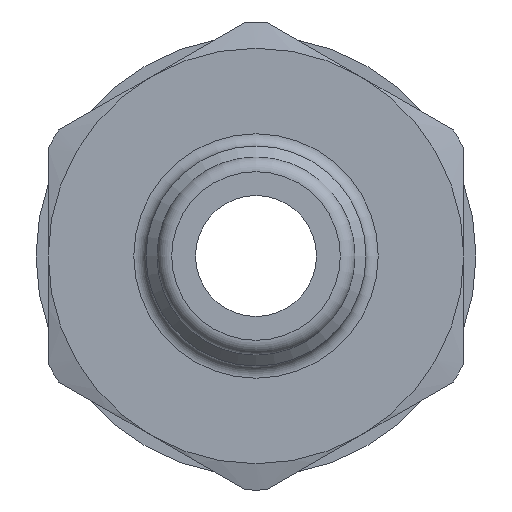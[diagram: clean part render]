
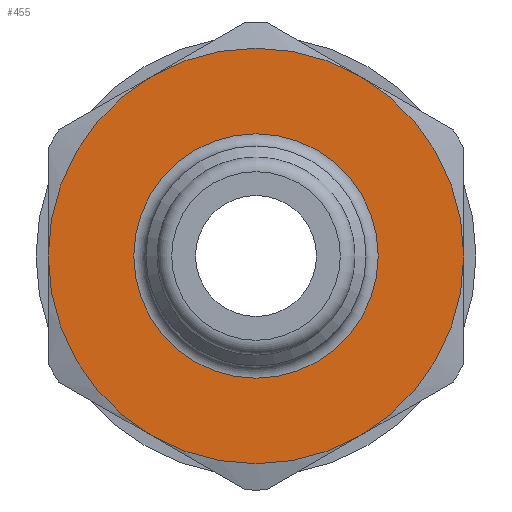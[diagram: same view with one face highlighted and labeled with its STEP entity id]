
A CAD part, left-side view. The second image highlights one B-rep face of the part: STEP entity #455.
In plain terms, the highlighted planar face has unit normal (-1, 0, 0).
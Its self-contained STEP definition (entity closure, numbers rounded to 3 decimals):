
#367=CARTESIAN_POINT('',(14.1,5.0,0.));
#368=VERTEX_POINT('',#367);
#369=CARTESIAN_POINT('',(14.1,0.0,0.0));
#370=DIRECTION('',(-1.0,0.0,0.0));
#371=DIRECTION('',(0.0,-1.0,0.0));
#372=AXIS2_PLACEMENT_3D('',#369,#370,#371);
#373=CIRCLE('',#372,5.0);
#374=EDGE_CURVE('',#368,#368,#373,.T.);
#391=CARTESIAN_POINT('',(14.1,6.5,0.0));
#392=DIRECTION('',(-1.0,0.0,0.0));
#393=DIRECTION('',(0.0,0.0,1.0));
#394=AXIS2_PLACEMENT_3D('',#391,#392,#393);
#395=PLANE('',#394);
#396=CARTESIAN_POINT('',(14.1,8.5,0.0));
#397=VERTEX_POINT('',#396);
#398=CARTESIAN_POINT('',(14.1,4.25,7.361));
#399=VERTEX_POINT('',#398);
#400=CARTESIAN_POINT('',(14.1,0.0,0.0));
#401=DIRECTION('',(1.0,0.0,0.0));
#402=DIRECTION('',(0.0,1.0,0.0));
#403=AXIS2_PLACEMENT_3D('',#400,#401,#402);
#404=CIRCLE('',#403,8.5);
#405=EDGE_CURVE('',#397,#399,#404,.T.);
#406=ORIENTED_EDGE('',*,*,#405,.F.);
#407=CARTESIAN_POINT('',(14.1,4.25,-7.361));
#408=VERTEX_POINT('',#407);
#409=CARTESIAN_POINT('',(14.1,0.0,0.0));
#410=DIRECTION('',(1.0,0.0,0.0));
#411=DIRECTION('',(0.0,1.0,0.0));
#412=AXIS2_PLACEMENT_3D('',#409,#410,#411);
#413=CIRCLE('',#412,8.5);
#414=EDGE_CURVE('',#408,#397,#413,.T.);
#415=ORIENTED_EDGE('',*,*,#414,.F.);
#416=CARTESIAN_POINT('',(14.1,-4.25,-7.361));
#417=VERTEX_POINT('',#416);
#418=CARTESIAN_POINT('',(14.1,0.0,0.0));
#419=DIRECTION('',(1.0,0.0,0.0));
#420=DIRECTION('',(0.0,1.0,0.0));
#421=AXIS2_PLACEMENT_3D('',#418,#419,#420);
#422=CIRCLE('',#421,8.5);
#423=EDGE_CURVE('',#417,#408,#422,.T.);
#424=ORIENTED_EDGE('',*,*,#423,.F.);
#425=CARTESIAN_POINT('',(14.1,-8.5,0.));
#426=VERTEX_POINT('',#425);
#427=CARTESIAN_POINT('',(14.1,0.0,0.0));
#428=DIRECTION('',(1.0,0.0,0.0));
#429=DIRECTION('',(0.0,1.0,0.0));
#430=AXIS2_PLACEMENT_3D('',#427,#428,#429);
#431=CIRCLE('',#430,8.5);
#432=EDGE_CURVE('',#426,#417,#431,.T.);
#433=ORIENTED_EDGE('',*,*,#432,.F.);
#434=CARTESIAN_POINT('',(14.1,-4.25,7.361));
#435=VERTEX_POINT('',#434);
#436=CARTESIAN_POINT('',(14.1,0.0,0.0));
#437=DIRECTION('',(1.0,0.0,0.0));
#438=DIRECTION('',(0.0,1.0,0.0));
#439=AXIS2_PLACEMENT_3D('',#436,#437,#438);
#440=CIRCLE('',#439,8.5);
#441=EDGE_CURVE('',#435,#426,#440,.T.);
#442=ORIENTED_EDGE('',*,*,#441,.F.);
#443=CARTESIAN_POINT('',(14.1,0.0,0.0));
#444=DIRECTION('',(1.0,0.0,0.0));
#445=DIRECTION('',(0.0,1.0,0.0));
#446=AXIS2_PLACEMENT_3D('',#443,#444,#445);
#447=CIRCLE('',#446,8.5);
#448=EDGE_CURVE('',#399,#435,#447,.T.);
#449=ORIENTED_EDGE('',*,*,#448,.F.);
#450=EDGE_LOOP('',(#406,#415,#424,#433,#442,#449));
#451=FACE_OUTER_BOUND('',#450,.T.);
#452=ORIENTED_EDGE('',*,*,#374,.F.);
#453=EDGE_LOOP('',(#452));
#454=FACE_BOUND('',#453,.T.);
#455=ADVANCED_FACE('',(#451,#454),#395,.T.);
